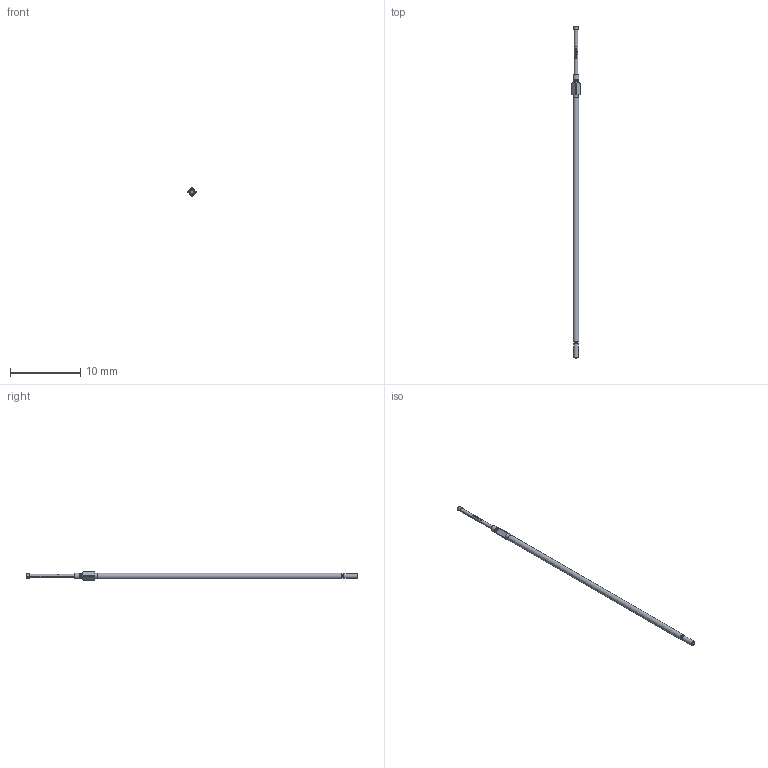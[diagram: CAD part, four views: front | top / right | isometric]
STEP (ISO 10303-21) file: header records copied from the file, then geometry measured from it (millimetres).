
FILE_DESCRIPTION (( 'STEP AP203' ), '1' );
FILE_NAME ('INGUN_GKS-050_302_060_A_xx03_M.STEP', '2025-03-19T07:33:41', ( '' ), ( '' ), 'SwSTEP 2.0', 'SolidWorks 2023', '' );
FILE_SCHEMA (( 'CONFIG_CONTROL_DESIGN' ));
Length unit declared in the file: millimetre
Products named in the file (1): INGUN_GKS-050_302_060_A_xx03_M
Bounding box: 1.15 x 47.3 x 1.15 mm (x, y, z)
Volume: 21.4 mm3; surface area: 113.7 mm2
Topology: 1 solids, 1 shells, 110 faces, 276 edges, 178 vertices
Faces by surface type: plane 50, cylinder 24, bspline 22, torus 8, cone 6
Entity records: 3623 total; most frequent: CARTESIAN_POINT 1073, ORIENTED_EDGE 552, DIRECTION 454, EDGE_CURVE 276, AXIS2_PLACEMENT_3D 181, VERTEX_POINT 178, EDGE_LOOP 120, ADVANCED_FACE 110
